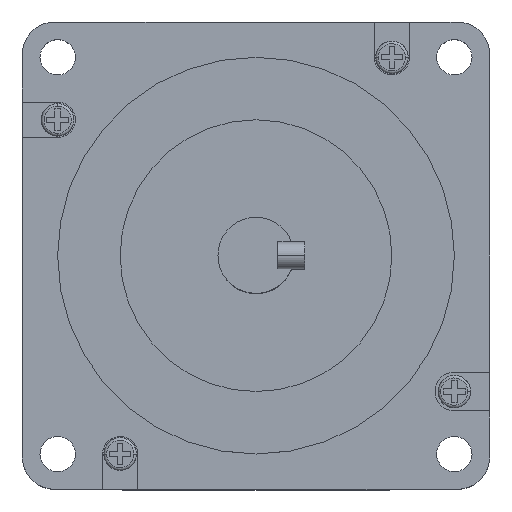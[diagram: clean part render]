
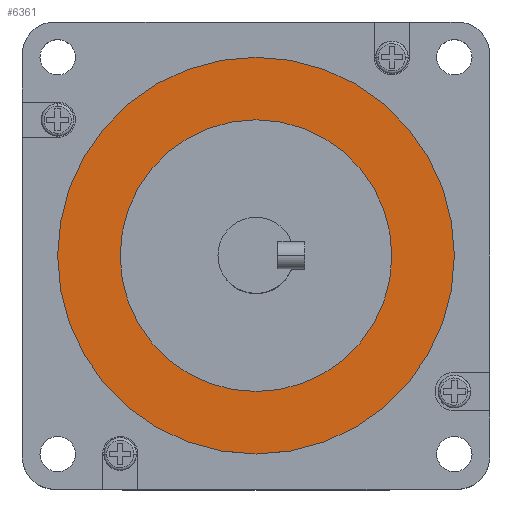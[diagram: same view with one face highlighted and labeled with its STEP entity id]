
A CAD part, top view. The second image highlights one B-rep face of the part: STEP entity #6361.
In plain terms, the highlighted planar face has unit normal (0, 0, 1).
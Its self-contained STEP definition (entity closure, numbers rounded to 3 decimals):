
#658 = DIRECTION ( 'NONE',  ( 1., 0., 0. ) ) ;
#680 = AXIS2_PLACEMENT_3D ( 'NONE', #1433, #1350, #3089 ) ;
#747 = VERTEX_POINT ( 'NONE', #4954 ) ;
#798 = AXIS2_PLACEMENT_3D ( 'NONE', #1361, #4767, #4085 ) ;
#799 = ORIENTED_EDGE ( 'NONE', *, *, #5857, .F. ) ;
#1048 = ORIENTED_EDGE ( 'NONE', *, *, #1290, .F. ) ;
#1290 = EDGE_CURVE ( 'NONE', #6637, #747, #6333, .T. ) ;
#1308 = CARTESIAN_POINT ( 'NONE',  ( -36.5, 0., 67.6 ) ) ;
#1331 = DIRECTION ( 'NONE',  ( 0., 0., -1. ) ) ;
#1350 = DIRECTION ( 'NONE',  ( 0., 0., 1. ) ) ;
#1361 = CARTESIAN_POINT ( 'NONE',  ( 0., 0., 67.6 ) ) ;
#1384 = CARTESIAN_POINT ( 'NONE',  ( 25., 0., 67.6 ) ) ;
#1433 = CARTESIAN_POINT ( 'NONE',  ( 0., 0., 67.6 ) ) ;
#1803 = ORIENTED_EDGE ( 'NONE', *, *, #2647, .T. ) ;
#1975 = AXIS2_PLACEMENT_3D ( 'NONE', #3165, #5402, #6544 ) ;
#2102 = DIRECTION ( 'NONE',  ( -1., 0., 0. ) ) ;
#2282 = CARTESIAN_POINT ( 'NONE',  ( -25., 0., 67.6 ) ) ;
#2385 = VERTEX_POINT ( 'NONE', #1384 ) ;
#2647 = EDGE_CURVE ( 'NONE', #5707, #2385, #3017, .T. ) ;
#3017 = CIRCLE ( 'NONE', #7261, 25. ) ;
#3089 = DIRECTION ( 'NONE',  ( 1., 0., 0. ) ) ;
#3165 = CARTESIAN_POINT ( 'NONE',  ( 0., 0., 67.6 ) ) ;
#3740 = FACE_BOUND ( 'NONE', #5236, .T. ) ;
#3851 = DIRECTION ( 'NONE',  ( 0., 0., -1. ) ) ;
#4085 = DIRECTION ( 'NONE',  ( -1., 0., 0. ) ) ;
#4301 = PLANE ( 'NONE',  #680 ) ;
#4676 = ORIENTED_EDGE ( 'NONE', *, *, #5592, .T. ) ;
#4767 = DIRECTION ( 'NONE',  ( 0., 0., -1. ) ) ;
#4954 = CARTESIAN_POINT ( 'NONE',  ( 36.5, 0., 67.6 ) ) ;
#5116 = AXIS2_PLACEMENT_3D ( 'NONE', #7291, #3851, #2102 ) ;
#5236 = EDGE_LOOP ( 'NONE', ( #4676, #1803 ) ) ;
#5248 = CIRCLE ( 'NONE', #1975, 25. ) ;
#5402 = DIRECTION ( 'NONE',  ( 0., 0., -1. ) ) ;
#5555 = FACE_OUTER_BOUND ( 'NONE', #6654, .T. ) ;
#5592 = EDGE_CURVE ( 'NONE', #2385, #5707, #5248, .T. ) ;
#5632 = CIRCLE ( 'NONE', #798, 36.5 ) ;
#5707 = VERTEX_POINT ( 'NONE', #2282 ) ;
#5857 = EDGE_CURVE ( 'NONE', #747, #6637, #5632, .T. ) ;
#6333 = CIRCLE ( 'NONE', #5116, 36.5 ) ;
#6361 = ADVANCED_FACE ( 'NONE', ( #3740, #5555 ), #4301, .T. ) ;
#6414 = CARTESIAN_POINT ( 'NONE',  ( 0., 0., 67.6 ) ) ;
#6544 = DIRECTION ( 'NONE',  ( 1., 0., 0. ) ) ;
#6637 = VERTEX_POINT ( 'NONE', #1308 ) ;
#6654 = EDGE_LOOP ( 'NONE', ( #1048, #799 ) ) ;
#7261 = AXIS2_PLACEMENT_3D ( 'NONE', #6414, #1331, #658 ) ;
#7291 = CARTESIAN_POINT ( 'NONE',  ( 0., 0., 67.6 ) ) ;
